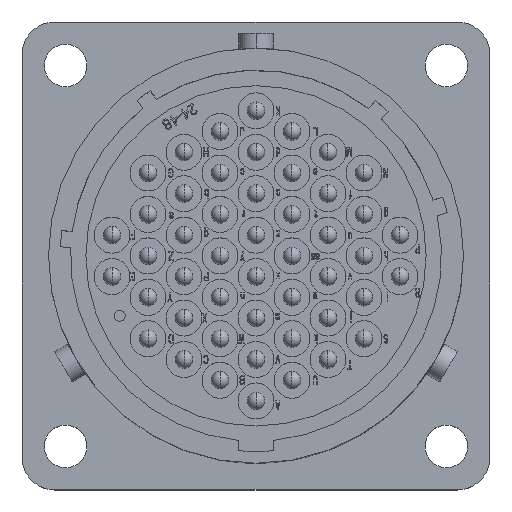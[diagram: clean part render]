
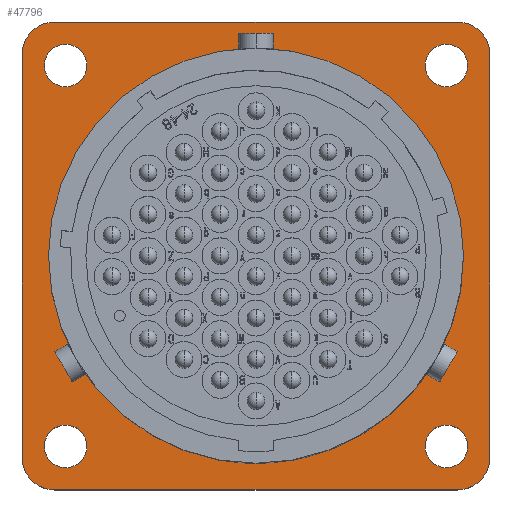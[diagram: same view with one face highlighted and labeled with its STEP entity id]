
A CAD part, top view. The second image highlights one B-rep face of the part: STEP entity #47796.
In plain terms, the highlighted planar face has unit normal (0, 0, 1).
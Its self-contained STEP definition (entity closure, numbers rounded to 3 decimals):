
#564=DIRECTION('',(0.,1.,0.));
#565=VECTOR('',#564,36.9);
#566=CARTESIAN_POINT('',(-21.45,-18.45,-15.35));
#567=LINE('',#566,#565);
#568=CARTESIAN_POINT('',(-18.45,18.45,-15.35));
#569=DIRECTION('',(0.,0.,-1.));
#570=DIRECTION('',(-1.,0.,0.));
#571=AXIS2_PLACEMENT_3D('',#568,#569,#570);
#573=DIRECTION('',(1.,0.,0.));
#574=VECTOR('',#573,36.9);
#575=CARTESIAN_POINT('',(-18.45,21.45,-15.35));
#576=LINE('',#575,#574);
#577=CARTESIAN_POINT('',(18.45,18.45,-15.35));
#578=DIRECTION('',(0.,0.,-1.));
#579=DIRECTION('',(0.,1.,0.));
#580=AXIS2_PLACEMENT_3D('',#577,#578,#579);
#582=DIRECTION('',(0.,-1.,0.));
#583=VECTOR('',#582,36.9);
#584=CARTESIAN_POINT('',(21.45,18.45,-15.35));
#585=LINE('',#584,#583);
#586=CARTESIAN_POINT('',(18.45,-18.45,-15.35));
#587=DIRECTION('',(0.,0.,-1.));
#588=DIRECTION('',(1.,0.,0.));
#589=AXIS2_PLACEMENT_3D('',#586,#587,#588);
#591=DIRECTION('',(-1.,0.,0.));
#592=VECTOR('',#591,36.9);
#593=CARTESIAN_POINT('',(18.45,-21.45,-15.35));
#594=LINE('',#593,#592);
#595=CARTESIAN_POINT('',(-18.45,-18.45,-15.35));
#596=DIRECTION('',(0.,0.,-1.));
#597=DIRECTION('',(0.,-1.,0.));
#598=AXIS2_PLACEMENT_3D('',#595,#596,#597);
#600=CARTESIAN_POINT('',(0.,0.,-15.35));
#601=DIRECTION('',(0.,0.,-1.));
#602=DIRECTION('',(1.,0.,0.));
#603=AXIS2_PLACEMENT_3D('',#600,#601,#602);
#605=CARTESIAN_POINT('',(0.,0.,-15.35));
#606=DIRECTION('',(0.,0.,-1.));
#607=DIRECTION('',(-1.,0.,0.));
#608=AXIS2_PLACEMENT_3D('',#605,#606,#607);
#610=CARTESIAN_POINT('',(17.46,-17.46,-15.35));
#611=DIRECTION('',(0.,0.,-1.));
#612=DIRECTION('',(1.,0.,0.));
#613=AXIS2_PLACEMENT_3D('',#610,#611,#612);
#615=CARTESIAN_POINT('',(17.46,-17.46,-15.35));
#616=DIRECTION('',(0.,0.,-1.));
#617=DIRECTION('',(-1.,0.,0.));
#618=AXIS2_PLACEMENT_3D('',#615,#616,#617);
#620=CARTESIAN_POINT('',(17.46,17.46,-15.35));
#621=DIRECTION('',(0.,0.,-1.));
#622=DIRECTION('',(1.,0.,0.));
#623=AXIS2_PLACEMENT_3D('',#620,#621,#622);
#625=CARTESIAN_POINT('',(17.46,17.46,-15.35));
#626=DIRECTION('',(0.,0.,-1.));
#627=DIRECTION('',(-1.,0.,0.));
#628=AXIS2_PLACEMENT_3D('',#625,#626,#627);
#630=CARTESIAN_POINT('',(-17.46,17.46,-15.35));
#631=DIRECTION('',(0.,0.,-1.));
#632=DIRECTION('',(1.,0.,0.));
#633=AXIS2_PLACEMENT_3D('',#630,#631,#632);
#635=CARTESIAN_POINT('',(-17.46,17.46,-15.35));
#636=DIRECTION('',(0.,0.,-1.));
#637=DIRECTION('',(-1.,0.,0.));
#638=AXIS2_PLACEMENT_3D('',#635,#636,#637);
#640=CARTESIAN_POINT('',(-17.46,-17.46,-15.35));
#641=DIRECTION('',(0.,0.,-1.));
#642=DIRECTION('',(1.,0.,0.));
#643=AXIS2_PLACEMENT_3D('',#640,#641,#642);
#645=CARTESIAN_POINT('',(-17.46,-17.46,-15.35));
#646=DIRECTION('',(0.,0.,-1.));
#647=DIRECTION('',(-1.,0.,0.));
#648=AXIS2_PLACEMENT_3D('',#645,#646,#647);
#35828=CARTESIAN_POINT('',(-21.45,-18.45,-15.35));
#35829=CARTESIAN_POINT('',(-21.45,18.45,-15.35));
#35830=VERTEX_POINT('',#35828);
#35831=VERTEX_POINT('',#35829);
#35832=CARTESIAN_POINT('',(-18.45,21.45,-15.35));
#35833=CARTESIAN_POINT('',(18.45,21.45,-15.35));
#35834=VERTEX_POINT('',#35832);
#35835=VERTEX_POINT('',#35833);
#35836=CARTESIAN_POINT('',(21.45,18.45,-15.35));
#35837=CARTESIAN_POINT('',(21.45,-18.45,-15.35));
#35838=VERTEX_POINT('',#35836);
#35839=VERTEX_POINT('',#35837);
#35840=CARTESIAN_POINT('',(18.45,-21.45,-15.35));
#35841=CARTESIAN_POINT('',(-18.45,-21.45,-15.35));
#35842=VERTEX_POINT('',#35840);
#35843=VERTEX_POINT('',#35841);
#35860=CARTESIAN_POINT('',(19.025,0.,-15.35));
#35861=CARTESIAN_POINT('',(-19.025,0.,-15.35));
#35862=VERTEX_POINT('',#35860);
#35863=VERTEX_POINT('',#35861);
#35872=CARTESIAN_POINT('',(19.41,-17.46,-15.35));
#35873=CARTESIAN_POINT('',(15.51,-17.46,-15.35));
#35874=VERTEX_POINT('',#35872);
#35875=VERTEX_POINT('',#35873);
#35876=CARTESIAN_POINT('',(19.41,17.46,-15.35));
#35877=CARTESIAN_POINT('',(15.51,17.46,-15.35));
#35878=VERTEX_POINT('',#35876);
#35879=VERTEX_POINT('',#35877);
#35880=CARTESIAN_POINT('',(-15.51,17.46,-15.35));
#35881=CARTESIAN_POINT('',(-19.41,17.46,-15.35));
#35882=VERTEX_POINT('',#35880);
#35883=VERTEX_POINT('',#35881);
#35884=CARTESIAN_POINT('',(-15.51,-17.46,-15.35));
#35885=CARTESIAN_POINT('',(-19.41,-17.46,-15.35));
#35886=VERTEX_POINT('',#35884);
#35887=VERTEX_POINT('',#35885);
#47745=CARTESIAN_POINT('',(0.,0.,-15.35));
#47746=DIRECTION('',(0.,0.,-1.));
#47747=DIRECTION('',(1.,0.,0.));
#47748=AXIS2_PLACEMENT_3D('',#47745,#47746,#47747);
#47749=PLANE('',#47748);
#47751=ORIENTED_EDGE('',*,*,#47750,.T.);
#47753=ORIENTED_EDGE('',*,*,#47752,.T.);
#47755=ORIENTED_EDGE('',*,*,#47754,.T.);
#47757=ORIENTED_EDGE('',*,*,#47756,.T.);
#47759=ORIENTED_EDGE('',*,*,#47758,.T.);
#47761=ORIENTED_EDGE('',*,*,#47760,.T.);
#47763=ORIENTED_EDGE('',*,*,#47762,.T.);
#47765=ORIENTED_EDGE('',*,*,#47764,.T.);
#47766=EDGE_LOOP('',(#47751,#47753,#47755,#47757,#47759,#47761,#47763,#47765));
#47767=FACE_OUTER_BOUND('',#47766,.F.);
#47768=ORIENTED_EDGE('',*,*,#47571,.F.);
#47769=ORIENTED_EDGE('',*,*,#47468,.F.);
#47770=EDGE_LOOP('',(#47768,#47769));
#47771=FACE_BOUND('',#47770,.F.);
#47773=ORIENTED_EDGE('',*,*,#47772,.F.);
#47775=ORIENTED_EDGE('',*,*,#47774,.F.);
#47776=EDGE_LOOP('',(#47773,#47775));
#47777=FACE_BOUND('',#47776,.F.);
#47779=ORIENTED_EDGE('',*,*,#47778,.F.);
#47781=ORIENTED_EDGE('',*,*,#47780,.F.);
#47782=EDGE_LOOP('',(#47779,#47781));
#47783=FACE_BOUND('',#47782,.F.);
#47785=ORIENTED_EDGE('',*,*,#47784,.F.);
#47787=ORIENTED_EDGE('',*,*,#47786,.F.);
#47788=EDGE_LOOP('',(#47785,#47787));
#47789=FACE_BOUND('',#47788,.F.);
#47791=ORIENTED_EDGE('',*,*,#47790,.F.);
#47793=ORIENTED_EDGE('',*,*,#47792,.F.);
#47794=EDGE_LOOP('',(#47791,#47793));
#47795=FACE_BOUND('',#47794,.F.);
#47796=ADVANCED_FACE('',(#47767,#47771,#47777,#47783,#47789,#47795),#47749,.F.);
#572=CIRCLE('',#571,3.);
#581=CIRCLE('',#580,3.);
#590=CIRCLE('',#589,3.);
#599=CIRCLE('',#598,3.);
#604=CIRCLE('',#603,19.025);
#609=CIRCLE('',#608,19.025);
#614=CIRCLE('',#613,1.95);
#619=CIRCLE('',#618,1.95);
#624=CIRCLE('',#623,1.95);
#629=CIRCLE('',#628,1.95);
#634=CIRCLE('',#633,1.95);
#639=CIRCLE('',#638,1.95);
#644=CIRCLE('',#643,1.95);
#649=CIRCLE('',#648,1.95);
#47468=EDGE_CURVE('',#35863,#35862,#609,.T.);
#47571=EDGE_CURVE('',#35862,#35863,#604,.T.);
#47750=EDGE_CURVE('',#35830,#35831,#567,.T.);
#47752=EDGE_CURVE('',#35831,#35834,#572,.T.);
#47754=EDGE_CURVE('',#35834,#35835,#576,.T.);
#47756=EDGE_CURVE('',#35835,#35838,#581,.T.);
#47758=EDGE_CURVE('',#35838,#35839,#585,.T.);
#47760=EDGE_CURVE('',#35839,#35842,#590,.T.);
#47762=EDGE_CURVE('',#35842,#35843,#594,.T.);
#47764=EDGE_CURVE('',#35843,#35830,#599,.T.);
#47772=EDGE_CURVE('',#35874,#35875,#614,.T.);
#47774=EDGE_CURVE('',#35875,#35874,#619,.T.);
#47778=EDGE_CURVE('',#35878,#35879,#624,.T.);
#47780=EDGE_CURVE('',#35879,#35878,#629,.T.);
#47784=EDGE_CURVE('',#35882,#35883,#634,.T.);
#47786=EDGE_CURVE('',#35883,#35882,#639,.T.);
#47790=EDGE_CURVE('',#35886,#35887,#644,.T.);
#47792=EDGE_CURVE('',#35887,#35886,#649,.T.);
